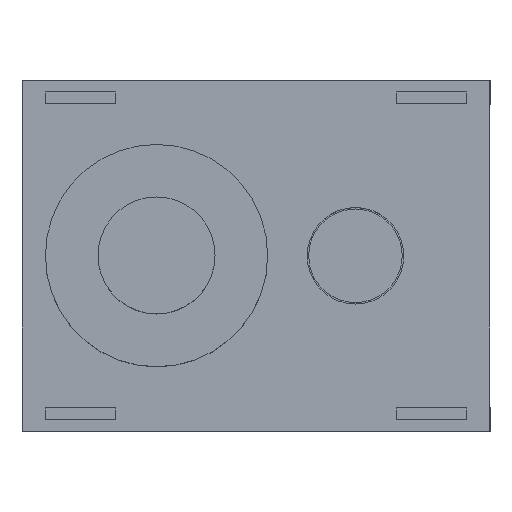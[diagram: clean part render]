
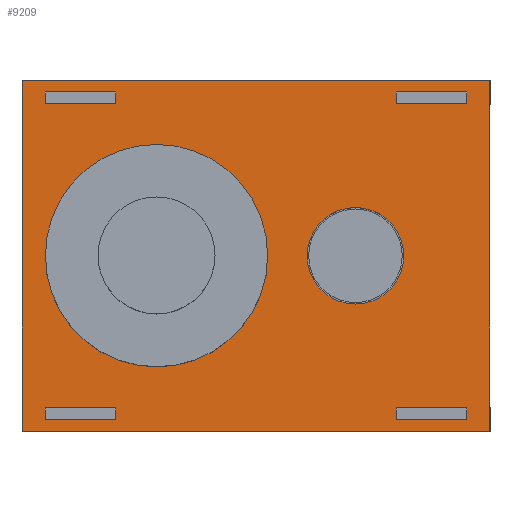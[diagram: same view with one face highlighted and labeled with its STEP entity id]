
A CAD part, top view. The second image highlights one B-rep face of the part: STEP entity #9209.
In plain terms, the highlighted planar face has unit normal (0, 0, 1).
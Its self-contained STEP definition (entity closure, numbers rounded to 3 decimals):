
#373=FACE_BOUND('',#1152,.T.);
#374=FACE_BOUND('',#1153,.T.);
#375=FACE_BOUND('',#1154,.T.);
#376=FACE_BOUND('',#1155,.T.);
#377=FACE_BOUND('',#1156,.T.);
#378=FACE_BOUND('',#1157,.T.);
#437=PLANE('',#9807);
#639=FACE_OUTER_BOUND('',#1151,.T.);
#1151=EDGE_LOOP('',(#6309,#6310,#6311,#6312));
#1152=EDGE_LOOP('',(#6313));
#1153=EDGE_LOOP('',(#6314,#6315,#6316,#6317));
#1154=EDGE_LOOP('',(#6318));
#1155=EDGE_LOOP('',(#6319,#6320,#6321,#6322));
#1156=EDGE_LOOP('',(#6323,#6324,#6325,#6326));
#1157=EDGE_LOOP('',(#6327,#6328,#6329,#6330));
#1691=LINE('',#13217,#2521);
#1694=LINE('',#13223,#2524);
#1697=LINE('',#13229,#2527);
#1700=LINE('',#13233,#2530);
#1703=LINE('',#13241,#2533);
#1706=LINE('',#13247,#2536);
#1709=LINE('',#13253,#2539);
#1712=LINE('',#13257,#2542);
#1715=LINE('',#13265,#2545);
#1718=LINE('',#13271,#2548);
#1721=LINE('',#13277,#2551);
#1724=LINE('',#13281,#2554);
#1728=LINE('',#13295,#2558);
#1731=LINE('',#13301,#2561);
#1734=LINE('',#13307,#2564);
#1737=LINE('',#13311,#2567);
#1741=LINE('',#13325,#2571);
#1744=LINE('',#13331,#2574);
#1747=LINE('',#13337,#2577);
#1750=LINE('',#13341,#2580);
#2521=VECTOR('',#10709,10.);
#2524=VECTOR('',#10714,10.);
#2527=VECTOR('',#10719,10.);
#2530=VECTOR('',#10724,10.);
#2533=VECTOR('',#10729,10.);
#2536=VECTOR('',#10734,10.);
#2539=VECTOR('',#10739,10.);
#2542=VECTOR('',#10744,10.);
#2545=VECTOR('',#10749,10.);
#2548=VECTOR('',#10754,10.);
#2551=VECTOR('',#10759,10.);
#2554=VECTOR('',#10764,10.);
#2558=VECTOR('',#10776,10.);
#2561=VECTOR('',#10781,10.);
#2564=VECTOR('',#10786,10.);
#2567=VECTOR('',#10791,10.);
#2571=VECTOR('',#10803,10.);
#2574=VECTOR('',#10808,10.);
#2577=VECTOR('',#10813,10.);
#2580=VECTOR('',#10818,10.);
#3291=CIRCLE('',#9794,7.125);
#3293=CIRCLE('',#9801,4.125);
#3745=VERTEX_POINT('',#13214);
#3746=VERTEX_POINT('',#13216);
#3748=VERTEX_POINT('',#13222);
#3750=VERTEX_POINT('',#13228);
#3753=VERTEX_POINT('',#13238);
#3754=VERTEX_POINT('',#13240);
#3756=VERTEX_POINT('',#13246);
#3758=VERTEX_POINT('',#13252);
#3761=VERTEX_POINT('',#13262);
#3762=VERTEX_POINT('',#13264);
#3764=VERTEX_POINT('',#13270);
#3766=VERTEX_POINT('',#13276);
#3767=VERTEX_POINT('',#13283);
#3771=VERTEX_POINT('',#13292);
#3772=VERTEX_POINT('',#13294);
#3774=VERTEX_POINT('',#13300);
#3776=VERTEX_POINT('',#13306);
#3777=VERTEX_POINT('',#13313);
#3781=VERTEX_POINT('',#13322);
#3782=VERTEX_POINT('',#13324);
#3784=VERTEX_POINT('',#13330);
#3786=VERTEX_POINT('',#13336);
#4723=EDGE_CURVE('',#3746,#3745,#1691,.T.);
#4726=EDGE_CURVE('',#3748,#3746,#1694,.T.);
#4729=EDGE_CURVE('',#3750,#3748,#1697,.T.);
#4732=EDGE_CURVE('',#3745,#3750,#1700,.T.);
#4735=EDGE_CURVE('',#3754,#3753,#1703,.T.);
#4738=EDGE_CURVE('',#3756,#3754,#1706,.T.);
#4741=EDGE_CURVE('',#3758,#3756,#1709,.T.);
#4744=EDGE_CURVE('',#3753,#3758,#1712,.T.);
#4747=EDGE_CURVE('',#3762,#3761,#1715,.T.);
#4750=EDGE_CURVE('',#3764,#3762,#1718,.T.);
#4753=EDGE_CURVE('',#3766,#3764,#1721,.T.);
#4756=EDGE_CURVE('',#3761,#3766,#1724,.T.);
#4757=EDGE_CURVE('',#3767,#3767,#3291,.T.);
#4762=EDGE_CURVE('',#3772,#3771,#1728,.T.);
#4765=EDGE_CURVE('',#3774,#3772,#1731,.T.);
#4768=EDGE_CURVE('',#3776,#3774,#1734,.T.);
#4771=EDGE_CURVE('',#3771,#3776,#1737,.T.);
#4772=EDGE_CURVE('',#3777,#3777,#3293,.T.);
#4777=EDGE_CURVE('',#3782,#3781,#1741,.T.);
#4780=EDGE_CURVE('',#3784,#3782,#1744,.T.);
#4783=EDGE_CURVE('',#3786,#3784,#1747,.T.);
#4786=EDGE_CURVE('',#3781,#3786,#1750,.T.);
#6309=ORIENTED_EDGE('',*,*,#4786,.T.);
#6310=ORIENTED_EDGE('',*,*,#4783,.T.);
#6311=ORIENTED_EDGE('',*,*,#4780,.T.);
#6312=ORIENTED_EDGE('',*,*,#4777,.T.);
#6313=ORIENTED_EDGE('',*,*,#4772,.T.);
#6314=ORIENTED_EDGE('',*,*,#4771,.T.);
#6315=ORIENTED_EDGE('',*,*,#4768,.T.);
#6316=ORIENTED_EDGE('',*,*,#4765,.T.);
#6317=ORIENTED_EDGE('',*,*,#4762,.T.);
#6318=ORIENTED_EDGE('',*,*,#4757,.T.);
#6319=ORIENTED_EDGE('',*,*,#4756,.T.);
#6320=ORIENTED_EDGE('',*,*,#4753,.T.);
#6321=ORIENTED_EDGE('',*,*,#4750,.T.);
#6322=ORIENTED_EDGE('',*,*,#4747,.T.);
#6323=ORIENTED_EDGE('',*,*,#4744,.T.);
#6324=ORIENTED_EDGE('',*,*,#4741,.T.);
#6325=ORIENTED_EDGE('',*,*,#4738,.T.);
#6326=ORIENTED_EDGE('',*,*,#4735,.T.);
#6327=ORIENTED_EDGE('',*,*,#4732,.T.);
#6328=ORIENTED_EDGE('',*,*,#4729,.T.);
#6329=ORIENTED_EDGE('',*,*,#4726,.T.);
#6330=ORIENTED_EDGE('',*,*,#4723,.T.);
#9209=ADVANCED_FACE('',(#639,#373,#374,#375,#376,#377,#378),#437,.T.);
#9794=AXIS2_PLACEMENT_3D('',#13284,#10767,#10768);
#9801=AXIS2_PLACEMENT_3D('',#13314,#10794,#10795);
#9807=AXIS2_PLACEMENT_3D('',#13342,#10819,#10820);
#10709=DIRECTION('',(1.,0.,0.));
#10714=DIRECTION('',(0.,1.,0.));
#10719=DIRECTION('',(-1.,0.,0.));
#10724=DIRECTION('',(0.,-1.,0.));
#10729=DIRECTION('',(1.,0.,0.));
#10734=DIRECTION('',(0.,1.,0.));
#10739=DIRECTION('',(-1.,0.,0.));
#10744=DIRECTION('',(0.,-1.,0.));
#10749=DIRECTION('',(0.,-1.,0.));
#10754=DIRECTION('',(1.,0.,0.));
#10759=DIRECTION('',(0.,1.,0.));
#10764=DIRECTION('',(-1.,0.,0.));
#10767=DIRECTION('center_axis',(0.,0.,-1.));
#10768=DIRECTION('ref_axis',(1.,0.,0.));
#10776=DIRECTION('',(0.,-1.,0.));
#10781=DIRECTION('',(1.,0.,0.));
#10786=DIRECTION('',(0.,1.,0.));
#10791=DIRECTION('',(-1.,0.,0.));
#10794=DIRECTION('center_axis',(0.,0.,-1.));
#10795=DIRECTION('ref_axis',(1.,0.,0.));
#10803=DIRECTION('',(0.,-1.,0.));
#10808=DIRECTION('',(-1.,0.,0.));
#10813=DIRECTION('',(0.,1.,0.));
#10818=DIRECTION('',(1.,0.,0.));
#10819=DIRECTION('center_axis',(0.,0.,1.));
#10820=DIRECTION('ref_axis',(1.,0.,0.));
#13214=CARTESIAN_POINT('',(18.,-13.,20.));
#13216=CARTESIAN_POINT('',(12.,-13.,20.));
#13217=CARTESIAN_POINT('',(18.,-13.,20.));
#13222=CARTESIAN_POINT('',(12.,-14.,20.));
#13223=CARTESIAN_POINT('',(12.,-13.,20.));
#13228=CARTESIAN_POINT('',(18.,-14.,20.));
#13229=CARTESIAN_POINT('',(12.,-14.,20.));
#13233=CARTESIAN_POINT('',(18.,-14.,20.));
#13238=CARTESIAN_POINT('',(18.,14.,20.));
#13240=CARTESIAN_POINT('',(12.,14.,20.));
#13241=CARTESIAN_POINT('',(18.,14.,20.));
#13246=CARTESIAN_POINT('',(12.,13.,20.));
#13247=CARTESIAN_POINT('',(12.,14.,20.));
#13252=CARTESIAN_POINT('',(18.,13.,20.));
#13253=CARTESIAN_POINT('',(12.,13.,20.));
#13257=CARTESIAN_POINT('',(18.,13.,20.));
#13262=CARTESIAN_POINT('',(-12.,13.,20.));
#13264=CARTESIAN_POINT('',(-12.,14.,20.));
#13265=CARTESIAN_POINT('',(-12.,14.,20.));
#13270=CARTESIAN_POINT('',(-18.,14.,20.));
#13271=CARTESIAN_POINT('',(-18.,14.,20.));
#13276=CARTESIAN_POINT('',(-18.,13.,20.));
#13277=CARTESIAN_POINT('',(-18.,13.,20.));
#13281=CARTESIAN_POINT('',(-12.,13.,20.));
#13283=CARTESIAN_POINT('',(-15.625,0.,20.));
#13284=CARTESIAN_POINT('Origin',(-8.5,0.,20.));
#13292=CARTESIAN_POINT('',(-12.,-14.,20.));
#13294=CARTESIAN_POINT('',(-12.,-13.,20.));
#13295=CARTESIAN_POINT('',(-12.,-13.,20.));
#13300=CARTESIAN_POINT('',(-18.,-13.,20.));
#13301=CARTESIAN_POINT('',(-18.,-13.,20.));
#13306=CARTESIAN_POINT('',(-18.,-14.,20.));
#13307=CARTESIAN_POINT('',(-18.,-14.,20.));
#13311=CARTESIAN_POINT('',(-12.,-14.,20.));
#13313=CARTESIAN_POINT('',(4.375,0.,20.));
#13314=CARTESIAN_POINT('Origin',(8.5,0.,20.));
#13322=CARTESIAN_POINT('',(-20.,-15.,20.));
#13324=CARTESIAN_POINT('',(-20.,15.,20.));
#13325=CARTESIAN_POINT('',(-20.,-15.,20.));
#13330=CARTESIAN_POINT('',(20.,15.,20.));
#13331=CARTESIAN_POINT('',(-20.,15.,20.));
#13336=CARTESIAN_POINT('',(20.,-15.,20.));
#13337=CARTESIAN_POINT('',(20.,15.,20.));
#13341=CARTESIAN_POINT('',(20.,-15.,20.));
#13342=CARTESIAN_POINT('Origin',(0.,0.,20.));
